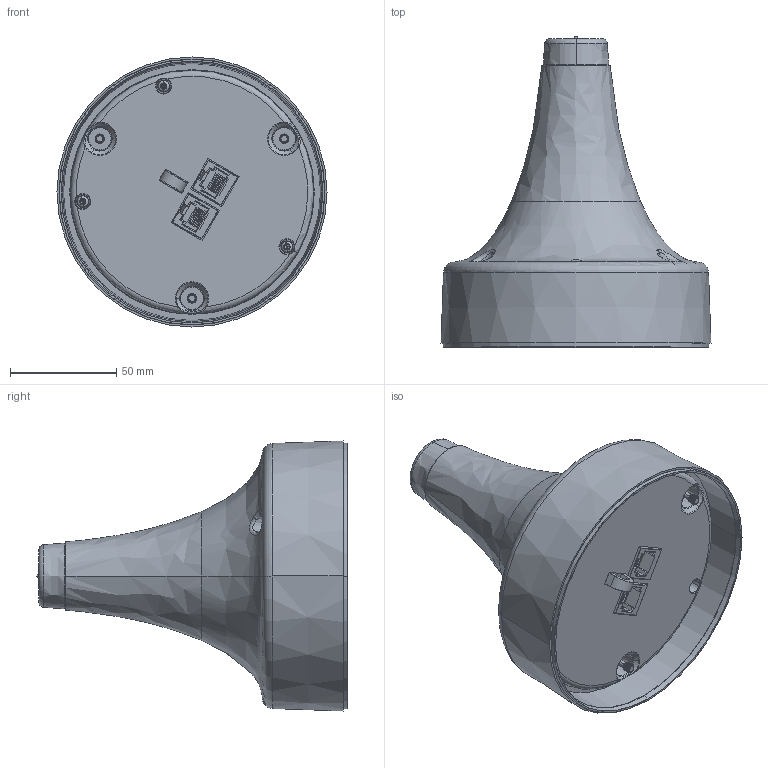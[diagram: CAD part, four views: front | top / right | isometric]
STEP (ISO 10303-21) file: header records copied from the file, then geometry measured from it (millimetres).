
FILE_DESCRIPTION (( 'STEP AP214' ), '1' );
FILE_NAME ('E01006_Simplified.STEP', '2025-10-14T13:27:44', ( '' ), ( '' ), 'SwSTEP 2.0', 'SolidWorks 2025', '' );
FILE_SCHEMA (( 'AUTOMOTIVE_DESIGN' ));
Length unit declared in the file: millimetre
Products named in the file (1): E01006_Simplified
Bounding box: 126.86 x 146 x 126.86 mm (x, y, z)
Volume: 567936.9 mm3; surface area: 65065.4 mm2
Topology: 1 solids, 1 shells, 929 faces, 2334 edges, 1445 vertices
Faces by surface type: plane 284, cylinder 260, torus 192, bspline 114, cone 67, sphere 12
Entity records: 40889 total; most frequent: CARTESIAN_POINT 19476, ORIENTED_EDGE 4646, DIRECTION 4370, EDGE_CURVE 2323, AXIS2_PLACEMENT_3D 1680, VERTEX_POINT 1444, LINE 1010, VECTOR 1010
